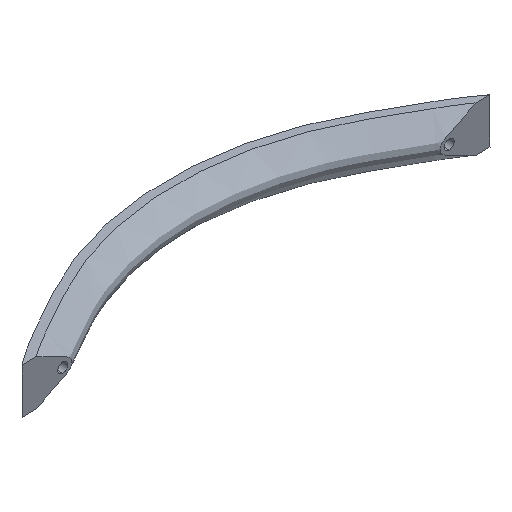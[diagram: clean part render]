
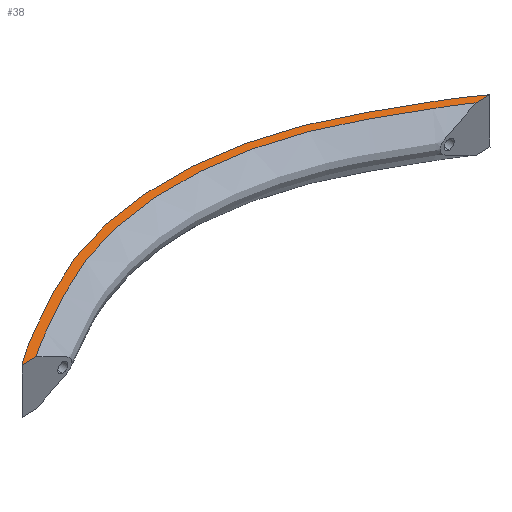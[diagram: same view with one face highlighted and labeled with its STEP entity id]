
A CAD part, isometric view. The second image highlights one B-rep face of the part: STEP entity #38.
In plain terms, the highlighted planar face has unit normal (0, 0, 1).
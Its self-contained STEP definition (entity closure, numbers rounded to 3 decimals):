
#14 = PLANE ( 'NONE',  #1589 ) ;
#15 = CARTESIAN_POINT ( 'NONE',  ( 64.084, 5.494, 7.5 ) ) ;
#38 = ADVANCED_FACE ( 'NONE', ( #797 ), #14, .F. ) ;
#39 = CARTESIAN_POINT ( 'NONE',  ( -10.338, -90.243, 7.5 ) ) ;
#50 = EDGE_CURVE ( 'NONE', #948, #85, #256, .T. ) ;
#66 = AXIS2_PLACEMENT_3D ( 'NONE', #560, #699, #1220 ) ;
#85 = VERTEX_POINT ( 'NONE', #708 ) ;
#120 = CARTESIAN_POINT ( 'NONE',  ( 92.878, 0., 7.5 ) ) ;
#122 = EDGE_CURVE ( 'NONE', #1094, #442, #1239, .T. ) ;
#137 = ORIENTED_EDGE ( 'NONE', *, *, #1362, .T. ) ;
#155 = LINE ( 'NONE', #1605, #923 ) ;
#156 = CARTESIAN_POINT ( 'NONE',  ( -51.906, 15.427, 7.5 ) ) ;
#167 = DIRECTION ( 'NONE',  ( 0., 0., 1. ) ) ;
#173 = VERTEX_POINT ( 'NONE', #1206 ) ;
#193 = ORIENTED_EDGE ( 'NONE', *, *, #122, .F. ) ;
#218 = DIRECTION ( 'NONE',  ( -0.872, 0.49, 0. ) ) ;
#243 = ORIENTED_EDGE ( 'NONE', *, *, #355, .F. ) ;
#256 = LINE ( 'NONE', #939, #838 ) ;
#259 = VECTOR ( 'NONE', #218, 1000. ) ;
#270 = DIRECTION ( 'NONE',  ( 0., 0., 1. ) ) ;
#281 = DIRECTION ( 'NONE',  ( 0., 0., 1. ) ) ;
#288 = CARTESIAN_POINT ( 'NONE',  ( 10.338, -90.243, 7.5 ) ) ;
#308 = ORIENTED_EDGE ( 'NONE', *, *, #778, .F. ) ;
#353 = ORIENTED_EDGE ( 'NONE', *, *, #1110, .F. ) ;
#355 = EDGE_CURVE ( 'NONE', #173, #1058, #1286, .T. ) ;
#356 = CARTESIAN_POINT ( 'NONE',  ( -50.584, 13.072, 7.5 ) ) ;
#363 = ORIENTED_EDGE ( 'NONE', *, *, #1719, .T. ) ;
#371 = ORIENTED_EDGE ( 'NONE', *, *, #434, .T. ) ;
#395 = VECTOR ( 'NONE', #1336, 1000. ) ;
#396 = AXIS2_PLACEMENT_3D ( 'NONE', #1364, #167, #1237 ) ;
#433 = DIRECTION ( 'NONE',  ( 0.752, 0.659, 0. ) ) ;
#434 = EDGE_CURVE ( 'NONE', #1490, #1001, #155, .T. ) ;
#442 = VERTEX_POINT ( 'NONE', #15 ) ;
#448 = CARTESIAN_POINT ( 'NONE',  ( 65.406, 7.848, 7.5 ) ) ;
#492 = VECTOR ( 'NONE', #1716, 1000. ) ;
#551 = DIRECTION ( 'NONE',  ( -0.872, 0.49, 0. ) ) ;
#560 = CARTESIAN_POINT ( 'NONE',  ( -10.338, -90.243, 7.5 ) ) ;
#576 = CARTESIAN_POINT ( 'NONE',  ( -64.084, 5.494, 7.5 ) ) ;
#613 = CARTESIAN_POINT ( 'NONE',  ( 64.084, 5.494, 7.5 ) ) ;
#637 = AXIS2_PLACEMENT_3D ( 'NONE', #39, #270, #1343 ) ;
#646 = EDGE_CURVE ( 'NONE', #1058, #751, #946, .T. ) ;
#654 = DIRECTION ( 'NONE',  ( 0., 0., -1. ) ) ;
#699 = DIRECTION ( 'NONE',  ( 0., 0., 1. ) ) ;
#708 = CARTESIAN_POINT ( 'NONE',  ( 51.906, 15.427, 7.5 ) ) ;
#726 = ORIENTED_EDGE ( 'NONE', *, *, #646, .F. ) ;
#743 = EDGE_CURVE ( 'NONE', #1345, #948, #760, .T. ) ;
#751 = VERTEX_POINT ( 'NONE', #576 ) ;
#760 = CIRCLE ( 'NONE', #1609, 112.491 ) ;
#778 = EDGE_CURVE ( 'NONE', #751, #1467, #1084, .T. ) ;
#788 = CARTESIAN_POINT ( 'NONE',  ( 0., -77.033, 7.5 ) ) ;
#797 = FACE_OUTER_BOUND ( 'NONE', #1551, .T. ) ;
#809 = LINE ( 'NONE', #120, #492 ) ;
#822 = DIRECTION ( 'NONE',  ( 0., 0., 1. ) ) ;
#838 = VECTOR ( 'NONE', #551, 1000. ) ;
#878 = LINE ( 'NONE', #613, #259 ) ;
#893 = CARTESIAN_POINT ( 'NONE',  ( -65.406, 7.848, 7.5 ) ) ;
#923 = VECTOR ( 'NONE', #1076, 1000. ) ;
#939 = CARTESIAN_POINT ( 'NONE',  ( 65.406, 7.848, 7.5 ) ) ;
#946 = LINE ( 'NONE', #1109, #395 ) ;
#948 = VERTEX_POINT ( 'NONE', #448 ) ;
#1001 = VERTEX_POINT ( 'NONE', #893 ) ;
#1011 = CARTESIAN_POINT ( 'NONE',  ( -77.498, 0., 7.5 ) ) ;
#1017 = VERTEX_POINT ( 'NONE', #1011 ) ;
#1050 = CARTESIAN_POINT ( 'NONE',  ( 92.878, -17.846, 7.5 ) ) ;
#1058 = VERTEX_POINT ( 'NONE', #356 ) ;
#1076 = DIRECTION ( 'NONE',  ( -0.872, -0.49, 0. ) ) ;
#1077 = LINE ( 'NONE', #1323, #1544 ) ;
#1084 = CIRCLE ( 'NONE', #637, 109.791 ) ;
#1094 = VERTEX_POINT ( 'NONE', #1536 ) ;
#1109 = CARTESIAN_POINT ( 'NONE',  ( -50.584, 13.072, 7.5 ) ) ;
#1110 = EDGE_CURVE ( 'NONE', #442, #173, #878, .T. ) ;
#1177 = ORIENTED_EDGE ( 'NONE', *, *, #1596, .T. ) ;
#1178 = DIRECTION ( 'NONE',  ( 0.49, 0.872, 0. ) ) ;
#1206 = CARTESIAN_POINT ( 'NONE',  ( 50.584, 13.072, 7.5 ) ) ;
#1217 = DIRECTION ( 'NONE',  ( -1., 0., 0. ) ) ;
#1220 = DIRECTION ( 'NONE',  ( -0.49, 0.872, 0. ) ) ;
#1237 = DIRECTION ( 'NONE',  ( 0.752, 0.659, 0. ) ) ;
#1239 = CIRCLE ( 'NONE', #396, 109.791 ) ;
#1286 = CIRCLE ( 'NONE', #1421, 103.333 ) ;
#1292 = EDGE_CURVE ( 'NONE', #1094, #1345, #1077, .T. ) ;
#1321 = ORIENTED_EDGE ( 'NONE', *, *, #50, .T. ) ;
#1323 = CARTESIAN_POINT ( 'NONE',  ( 92.878, 0., 7.5 ) ) ;
#1336 = DIRECTION ( 'NONE',  ( -0.872, -0.49, 0. ) ) ;
#1340 = CARTESIAN_POINT ( 'NONE',  ( 77.498, 0., 7.5 ) ) ;
#1343 = DIRECTION ( 'NONE',  ( -0.49, 0.872, 0. ) ) ;
#1345 = VERTEX_POINT ( 'NONE', #1340 ) ;
#1353 = AXIS2_PLACEMENT_3D ( 'NONE', #1483, #281, #1629 ) ;
#1355 = CARTESIAN_POINT ( 'NONE',  ( -72.871, 0., 7.5 ) ) ;
#1362 = EDGE_CURVE ( 'NONE', #1017, #1467, #809, .T. ) ;
#1364 = CARTESIAN_POINT ( 'NONE',  ( 10.338, -90.243, 7.5 ) ) ;
#1421 = AXIS2_PLACEMENT_3D ( 'NONE', #788, #1458, #1178 ) ;
#1440 = ORIENTED_EDGE ( 'NONE', *, *, #1292, .T. ) ;
#1458 = DIRECTION ( 'NONE',  ( 0., 0., 1. ) ) ;
#1467 = VERTEX_POINT ( 'NONE', #1355 ) ;
#1483 = CARTESIAN_POINT ( 'NONE',  ( 0., -77.033, 7.5 ) ) ;
#1490 = VERTEX_POINT ( 'NONE', #156 ) ;
#1536 = CARTESIAN_POINT ( 'NONE',  ( 72.871, 0., 7.5 ) ) ;
#1544 = VECTOR ( 'NONE', #1606, 1000. ) ;
#1551 = EDGE_LOOP ( 'NONE', ( #1177, #137, #308, #726, #243, #353, #193, #1440, #1577, #1321, #363, #371 ) ) ;
#1571 = CIRCLE ( 'NONE', #66, 112.491 ) ;
#1577 = ORIENTED_EDGE ( 'NONE', *, *, #743, .T. ) ;
#1589 = AXIS2_PLACEMENT_3D ( 'NONE', #1050, #654, #1217 ) ;
#1596 = EDGE_CURVE ( 'NONE', #1001, #1017, #1571, .T. ) ;
#1605 = CARTESIAN_POINT ( 'NONE',  ( -51.906, 15.427, 7.5 ) ) ;
#1606 = DIRECTION ( 'NONE',  ( 1., 0., 0. ) ) ;
#1609 = AXIS2_PLACEMENT_3D ( 'NONE', #288, #822, #433 ) ;
#1629 = DIRECTION ( 'NONE',  ( 0.49, 0.872, 0. ) ) ;
#1656 = CIRCLE ( 'NONE', #1353, 106.033 ) ;
#1716 = DIRECTION ( 'NONE',  ( 1., 0., 0. ) ) ;
#1719 = EDGE_CURVE ( 'NONE', #85, #1490, #1656, .T. ) ;
